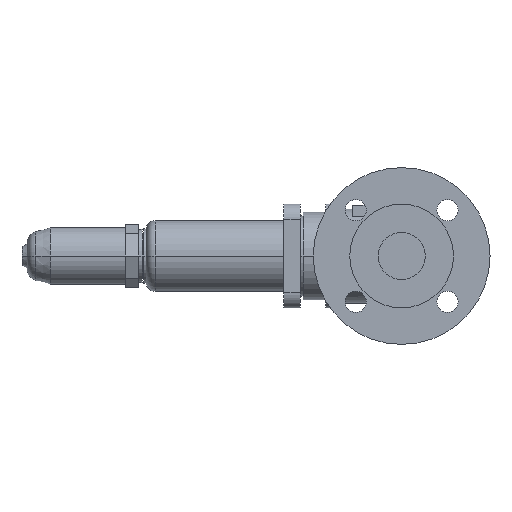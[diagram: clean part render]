
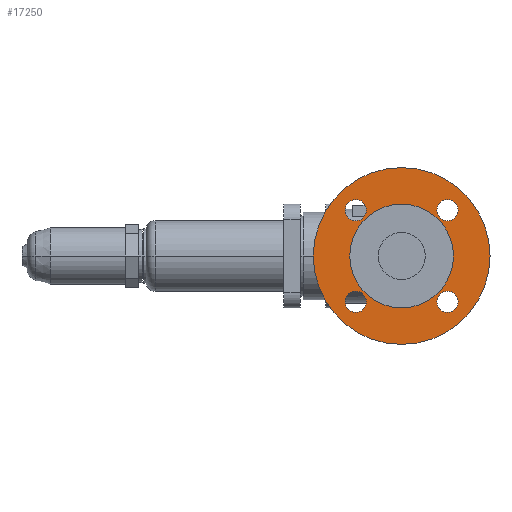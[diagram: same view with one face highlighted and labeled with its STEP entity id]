
A CAD part, left-side view. The second image highlights one B-rep face of the part: STEP entity #17250.
In plain terms, the highlighted planar face has unit normal (-1, 0, 0).
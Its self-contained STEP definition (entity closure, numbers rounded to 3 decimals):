
#8470=CARTESIAN_POINT('',(0.,0.,0.));
#8480=DIRECTION('',(-1.,0.,0.));
#8490=DIRECTION('',(0.,0.,-1.));
#8500=AXIS2_PLACEMENT_3D('',#8470,#8480,#8490);
#8510=CYLINDRICAL_SURFACE('',#8500,75.);
#8580=CARTESIAN_POINT('',(4.3,0.,-75.));
#8590=VERTEX_POINT('',#8580);
#8630=CARTESIAN_POINT('',(4.3,0.,0.));
#8640=DIRECTION('',(1.,0.,0.));
#8650=DIRECTION('',(0.,0.,-1.));
#8660=AXIS2_PLACEMENT_3D('',#8630,#8640,#8650);
#8670=CIRCLE('',#8660,75.);
#8680=CARTESIAN_POINT('',(4.3,0.,75.));
#8690=VERTEX_POINT('',#8680);
#8700=CARTESIAN_POINT('',(4.3,59.5,0.));
#8710=DIRECTION('',(1.,0.,0.));
#8720=DIRECTION('',(0.,-1.,0.));
#8730=AXIS2_PLACEMENT_3D('',#8700,#8710,#8720);
#8740=PLANE('',#8730);
#8750=SURFACE_CURVE('',#8670,(#8510,#8740),.CURVE_3D.);
#8760=EDGE_CURVE('',#8690,#8590,#8750,.T.);
#8980=CARTESIAN_POINT('',(0.,38.891,
-38.891));
#8990=DIRECTION('',(-1.,0.,0.));
#9000=DIRECTION('',(0.,0.,-1.));
#9010=AXIS2_PLACEMENT_3D('',#8980,#8990,#9000);
#9020=CYLINDRICAL_SURFACE('',#9010,9.);
#9090=CARTESIAN_POINT('',(4.3,38.891,-47.891));
#9100=VERTEX_POINT('',#9090);
#9280=CARTESIAN_POINT('',(4.3,38.891,-29.891));
#9290=VERTEX_POINT('',#9280);
#9330=CARTESIAN_POINT('',(4.3,38.891,-38.891));
#9340=DIRECTION('',(-1.,0.,0.));
#9350=DIRECTION('',(0.,0.,-1.));
#9360=AXIS2_PLACEMENT_3D('',#9330,#9340,#9350);
#9370=CIRCLE('',#9360,9.);
#9380=SURFACE_CURVE('',#9370,(#9020,#8740),.CURVE_3D.);
#9390=EDGE_CURVE('',#9100,#9290,#9380,.T.);
#9440=CARTESIAN_POINT('',(0.,-38.891,
-38.891));
#9450=DIRECTION('',(-1.,0.,0.));
#9460=DIRECTION('',(0.,0.,-1.));
#9470=AXIS2_PLACEMENT_3D('',#9440,#9450,#9460);
#9480=CYLINDRICAL_SURFACE('',#9470,9.);
#9550=CARTESIAN_POINT('',(4.3,-38.891,-47.891));
#9560=VERTEX_POINT('',#9550);
#9740=CARTESIAN_POINT('',(4.3,-38.891,-29.891));
#9750=VERTEX_POINT('',#9740);
#9790=CARTESIAN_POINT('',(4.3,-38.891,-38.891));
#9800=DIRECTION('',(-1.,0.,0.));
#9810=DIRECTION('',(0.,0.,-1.));
#9820=AXIS2_PLACEMENT_3D('',#9790,#9800,#9810);
#9830=CIRCLE('',#9820,9.);
#9840=SURFACE_CURVE('',#9830,(#9480,#8740),.CURVE_3D.);
#9850=EDGE_CURVE('',#9560,#9750,#9840,.T.);
#9900=CARTESIAN_POINT('',(0.,38.891,
38.891));
#9910=DIRECTION('',(-1.,0.,0.));
#9920=DIRECTION('',(0.,0.,-1.));
#9930=AXIS2_PLACEMENT_3D('',#9900,#9910,#9920);
#9940=CYLINDRICAL_SURFACE('',#9930,9.);
#10010=CARTESIAN_POINT('',(4.3,38.891,29.891));
#10020=VERTEX_POINT('',#10010);
#10060=CARTESIAN_POINT('',(4.3,38.891,38.891));
#10070=DIRECTION('',(-1.,0.,0.));
#10080=DIRECTION('',(0.,0.,-1.));
#10090=AXIS2_PLACEMENT_3D('',#10060,#10070,#10080);
#10100=CIRCLE('',#10090,9.);
#10110=CARTESIAN_POINT('',(4.3,38.891,47.891));
#10120=VERTEX_POINT('',#10110);
#10130=SURFACE_CURVE('',#10100,(#9940,#8740),.CURVE_3D.);
#10140=EDGE_CURVE('',#10120,#10020,#10130,.T.);
#10360=CARTESIAN_POINT('',(0.,-38.891,
38.891));
#10370=DIRECTION('',(-1.,0.,0.));
#10380=DIRECTION('',(0.,0.,-1.));
#10390=AXIS2_PLACEMENT_3D('',#10360,#10370,#10380);
#10400=CYLINDRICAL_SURFACE('',#10390,9.);
#10470=CARTESIAN_POINT('',(4.3,-38.891,29.891));
#10480=VERTEX_POINT('',#10470);
#10520=CARTESIAN_POINT('',(4.3,-38.891,38.891));
#10530=DIRECTION('',(-1.,0.,0.));
#10540=DIRECTION('',(0.,0.,-1.));
#10550=AXIS2_PLACEMENT_3D('',#10520,#10530,#10540);
#10560=CIRCLE('',#10550,9.);
#10570=CARTESIAN_POINT('',(4.3,-38.891,47.891));
#10580=VERTEX_POINT('',#10570);
#10590=SURFACE_CURVE('',#10560,(#8740,#10400),.CURVE_3D.);
#10600=EDGE_CURVE('',#10580,#10480,#10590,.T.);
#10820=CARTESIAN_POINT('',(2.15,0.,0.));
#10830=DIRECTION('',(1.,0.,0.));
#10840=DIRECTION('',(0.,1.,0.));
#10850=AXIS2_PLACEMENT_3D('',#10820,#10830,#10840);
#10860=CYLINDRICAL_SURFACE('',#10850,44.);
#10930=CARTESIAN_POINT('',(4.3,44.,0.));
#10940=VERTEX_POINT('',#10930);
#10980=CARTESIAN_POINT('',(4.3,0.,0.));
#10990=DIRECTION('',(-1.,0.,0.));
#11000=DIRECTION('',(0.,1.,0.));
#11010=AXIS2_PLACEMENT_3D('',#10980,#10990,#11000);
#11020=CIRCLE('',#11010,44.);
#11030=CARTESIAN_POINT('',(4.3,-44.,0.));
#11040=VERTEX_POINT('',#11030);
#11050=SURFACE_CURVE('',#11020,(#10860,#8740),.CURVE_3D.);
#11060=EDGE_CURVE('',#11040,#10940,#11050,.T.);
#16890=SURFACE_CURVE('',#9370,(#9020,#8740),.CURVE_3D.);
#16900=EDGE_CURVE('',#9290,#9100,#16890,.T.);
#16910=ORIENTED_EDGE('',*,*,#16900,.F.);
#16920=ORIENTED_EDGE('',*,*,#9390,.F.);
#16930=EDGE_LOOP('',(#16920,#16910));
#16940=FACE_BOUND('',#16930,.T.);
#16950=SURFACE_CURVE('',#9830,(#9480,#8740),.CURVE_3D.);
#16960=EDGE_CURVE('',#9750,#9560,#16950,.T.);
#16970=ORIENTED_EDGE('',*,*,#16960,.F.);
#16980=ORIENTED_EDGE('',*,*,#9850,.F.);
#16990=EDGE_LOOP('',(#16980,#16970));
#17000=FACE_BOUND('',#16990,.T.);
#17010=ORIENTED_EDGE('',*,*,#10140,.F.);
#17020=SURFACE_CURVE('',#10100,(#9940,#8740),.CURVE_3D.);
#17030=EDGE_CURVE('',#10020,#10120,#17020,.T.);
#17040=ORIENTED_EDGE('',*,*,#17030,.F.);
#17050=EDGE_LOOP('',(#17040,#17010));
#17060=FACE_BOUND('',#17050,.T.);
#17070=SURFACE_CURVE('',#10560,(#8740,#10400),.CURVE_3D.);
#17080=EDGE_CURVE('',#10480,#10580,#17070,.T.);
#17090=ORIENTED_EDGE('',*,*,#17080,.F.);
#17100=ORIENTED_EDGE('',*,*,#10600,.F.);
#17110=EDGE_LOOP('',(#17100,#17090));
#17120=FACE_BOUND('',#17110,.T.);
#17130=ORIENTED_EDGE('',*,*,#8760,.F.);
#17140=SURFACE_CURVE('',#8670,(#8510,#8740),.CURVE_3D.);
#17150=EDGE_CURVE('',#8590,#8690,#17140,.T.);
#17160=ORIENTED_EDGE('',*,*,#17150,.F.);
#17170=EDGE_LOOP('',(#17160,#17130));
#17180=FACE_OUTER_BOUND('',#17170,.T.);
#17190=SURFACE_CURVE('',#11020,(#10860,#8740),.CURVE_3D.);
#17200=EDGE_CURVE('',#10940,#11040,#17190,.T.);
#17210=ORIENTED_EDGE('',*,*,#17200,.F.);
#17220=ORIENTED_EDGE('',*,*,#11060,.F.);
#17230=EDGE_LOOP('',(#17220,#17210));
#17240=FACE_BOUND('',#17230,.T.);
#17250=ADVANCED_FACE('',(#16940,#17000,#17060,#17120,#17180,#17240),
#8740,.F.);
